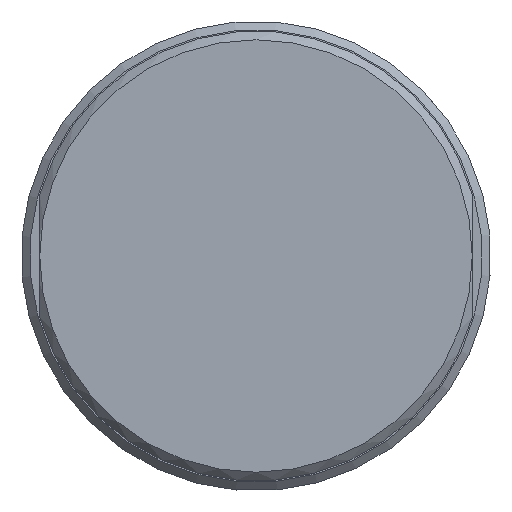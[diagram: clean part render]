
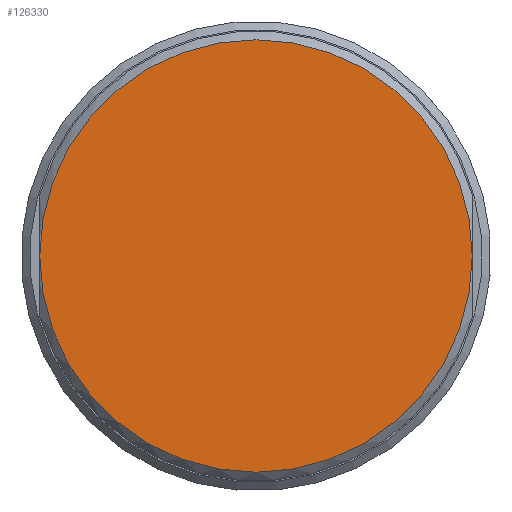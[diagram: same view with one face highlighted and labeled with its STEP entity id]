
A CAD part, left-side view. The second image highlights one B-rep face of the part: STEP entity #126330.
In plain terms, the highlighted planar face has unit normal (-1, 0, 0).
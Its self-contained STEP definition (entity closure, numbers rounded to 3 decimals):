
#126013=CARTESIAN_POINT('',(0.0,-12.5,0.));
#126014=VERTEX_POINT('',#126013);
#126205=CARTESIAN_POINT('',(0.0,12.5,0.));
#126206=VERTEX_POINT('',#126205);
#126207=CARTESIAN_POINT('',(0.0,0.0,0.0));
#126208=DIRECTION('',(1.0,0.0,0.0));
#126209=DIRECTION('',(0.0,-1.0,0.0));
#126210=AXIS2_PLACEMENT_3D('',#126207,#126208,#126209);
#126211=CIRCLE('',#126210,12.5);
#126212=EDGE_CURVE('',#126014,#126206,#126211,.T.);
#126293=CARTESIAN_POINT('',(0.0,0.0,0.0));
#126294=DIRECTION('',(1.0,0.0,0.0));
#126295=DIRECTION('',(0.0,-1.0,0.0));
#126296=AXIS2_PLACEMENT_3D('',#126293,#126294,#126295);
#126297=CIRCLE('',#126296,12.5);
#126298=EDGE_CURVE('',#126206,#126014,#126297,.T.);
#126321=CARTESIAN_POINT('',(0.0,10.688,0.0));
#126322=DIRECTION('',(-1.0,0.0,0.0));
#126323=DIRECTION('',(0.0,0.0,1.0));
#126324=AXIS2_PLACEMENT_3D('',#126321,#126322,#126323);
#126325=PLANE('',#126324);
#126326=ORIENTED_EDGE('',*,*,#126298,.F.);
#126327=ORIENTED_EDGE('',*,*,#126212,.F.);
#126328=EDGE_LOOP('',(#126326,#126327));
#126329=FACE_OUTER_BOUND('',#126328,.T.);
#126330=ADVANCED_FACE('',(#126329),#126325,.T.);
